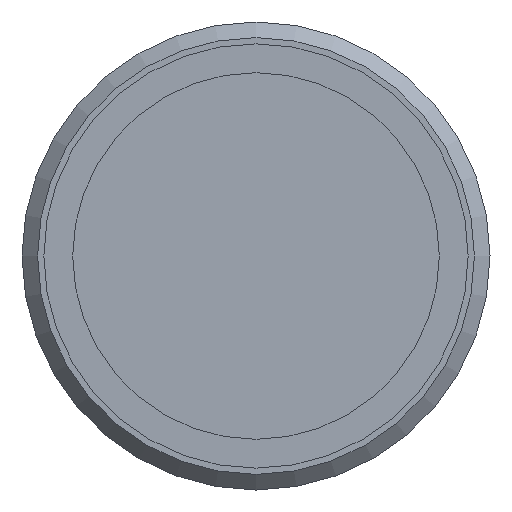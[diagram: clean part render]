
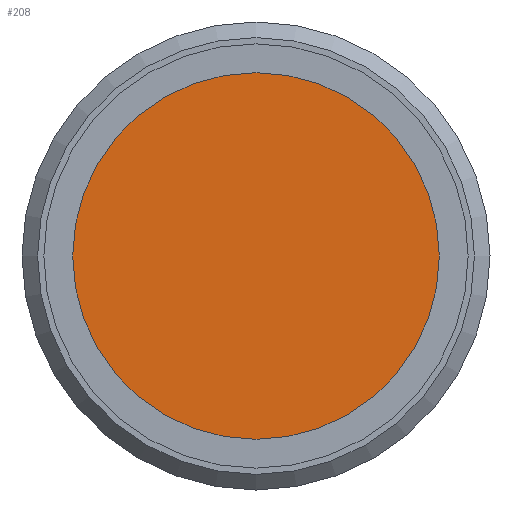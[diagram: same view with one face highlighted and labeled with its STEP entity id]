
A CAD part, left-side view. The second image highlights one B-rep face of the part: STEP entity #208.
In plain terms, the highlighted planar face has unit normal (-1, 0, 0).
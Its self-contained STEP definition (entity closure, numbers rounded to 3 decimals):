
#208 = ADVANCED_FACE( '', ( #282 ), #283, .F. );
#282 = FACE_OUTER_BOUND( '', #373, .T. );
#283 = PLANE( '', #374 );
#373 = EDGE_LOOP( '', ( #519 ) );
#374 = AXIS2_PLACEMENT_3D( '', #520, #521, #522 );
#519 = ORIENTED_EDGE( '', *, *, #596, .F. );
#520 = CARTESIAN_POINT( '', ( 0.01, 0., 0. ) );
#521 = DIRECTION( '', ( 1., 0., 0. ) );
#522 = DIRECTION( '', ( 0., 0., -1. ) );
#596 = EDGE_CURVE( '', #655, #655, #656, .T. );
#655 = VERTEX_POINT( '', #731 );
#656 = CIRCLE( '', #732, 11.75 );
#731 = CARTESIAN_POINT( '', ( 0.01, -11.75, 0. ) );
#732 = AXIS2_PLACEMENT_3D( '', #808, #809, #810 );
#808 = CARTESIAN_POINT( '', ( 0.01, 0., 0. ) );
#809 = DIRECTION( '', ( 1., 0., 0. ) );
#810 = DIRECTION( '', ( 0., -1., 0. ) );
